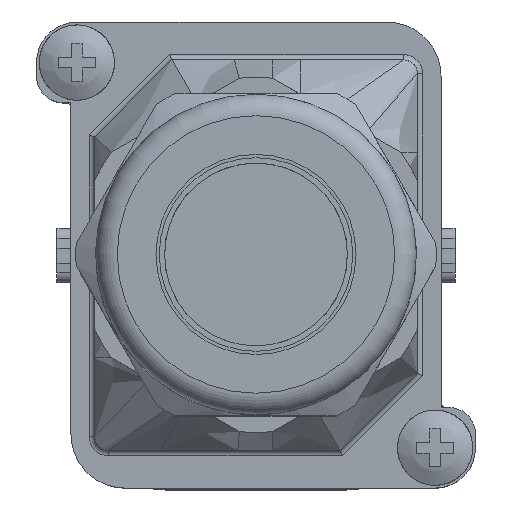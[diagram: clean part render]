
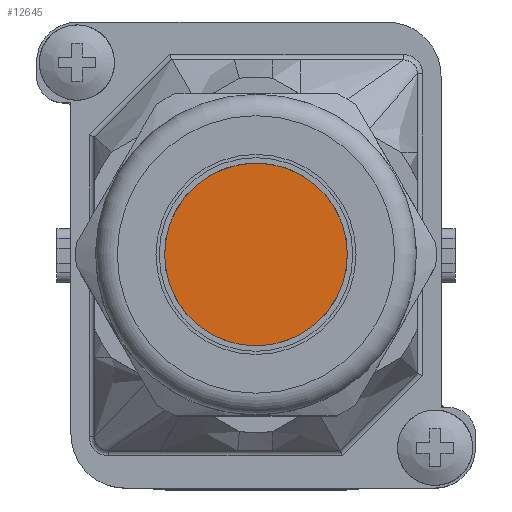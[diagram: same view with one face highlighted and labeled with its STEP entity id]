
A CAD part, top view. The second image highlights one B-rep face of the part: STEP entity #12645.
In plain terms, the highlighted planar face has unit normal (0, 0, 1).
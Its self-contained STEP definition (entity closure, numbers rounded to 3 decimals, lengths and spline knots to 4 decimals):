
#12645=ADVANCED_FACE('',(#15311),#14297,.T.);
#14297=PLANE('',#42741);
#15311=FACE_OUTER_BOUND('',#16983,.T.);
#16983=EDGE_LOOP('',(#25089));
#25089=ORIENTED_EDGE('',*,*,#36996,.F.);
#33635=VERTEX_POINT('',#57031);
#36996=EDGE_CURVE('',#33635,#33635,#41203,.T.);
#41203=CIRCLE('',#42740,8.5);
#42740=AXIS2_PLACEMENT_3D('',#57030,#46306,#46307);
#42741=AXIS2_PLACEMENT_3D('',#57032,#46308,#46309);
#46306=DIRECTION('',(0.,0.,-1.));
#46307=DIRECTION('',(0.,-1.,0.));
#46308=DIRECTION('',(0.,0.,1.));
#46309=DIRECTION('',(0.,-1.,0.));
#57030=CARTESIAN_POINT('',(105.2124,-88.477,95.3511));
#57031=CARTESIAN_POINT('',(105.2124,-96.977,95.3511));
#57032=CARTESIAN_POINT('',(105.2124,-88.477,95.3511));
